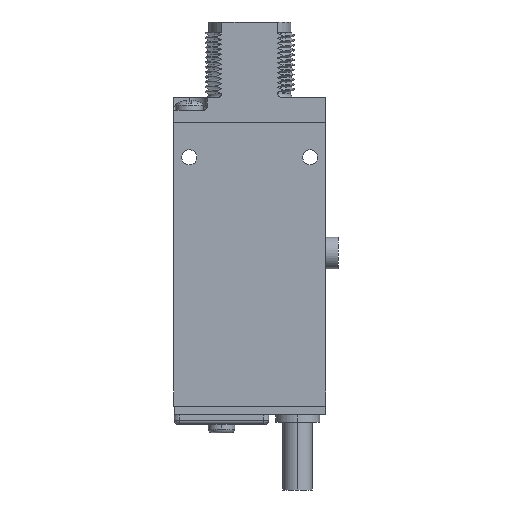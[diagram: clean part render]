
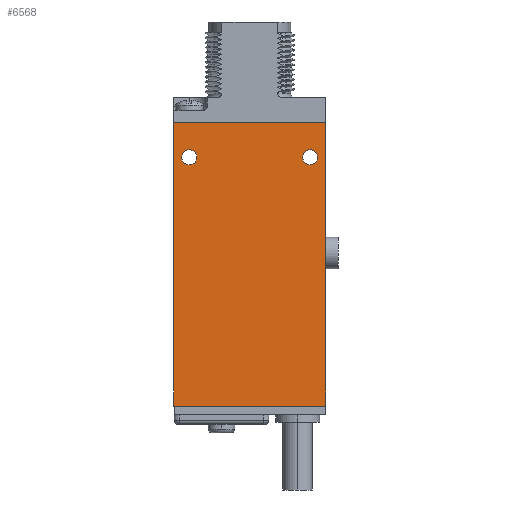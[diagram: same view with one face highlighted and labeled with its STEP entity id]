
A CAD part, left-side view. The second image highlights one B-rep face of the part: STEP entity #6568.
In plain terms, the highlighted planar face has unit normal (-1, 0, 0).
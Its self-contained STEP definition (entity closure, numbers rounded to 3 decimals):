
#1=DIRECTION('',(0.,0.,-1.));
#2=VECTOR('',#1,57.15);
#3=CARTESIAN_POINT('',(-6.096,0.,0.));
#4=LINE('',#3,#2);
#5=DIRECTION('',(0.,1.,0.));
#6=VECTOR('',#5,30.734);
#7=CARTESIAN_POINT('',(-6.096,0.,-57.15));
#8=LINE('',#7,#6);
#9=DIRECTION('',(0.,0.,1.));
#10=VECTOR('',#9,57.15);
#11=CARTESIAN_POINT('',(-6.096,30.734,-57.15));
#12=LINE('',#11,#10);
#13=DIRECTION('',(0.,-1.,0.));
#14=VECTOR('',#13,30.734);
#15=CARTESIAN_POINT('',(-6.096,30.734,0.));
#16=LINE('',#15,#14);
#17=CARTESIAN_POINT('',(-6.096,27.559,-6.985));
#18=DIRECTION('',(1.,0.,0.));
#19=DIRECTION('',(0.,0.,-1.));
#20=AXIS2_PLACEMENT_3D('',#17,#18,#19);
#22=CARTESIAN_POINT('',(-6.096,27.559,-6.985));
#23=DIRECTION('',(1.,0.,0.));
#24=DIRECTION('',(0.,0.,1.));
#25=AXIS2_PLACEMENT_3D('',#22,#23,#24);
#27=CARTESIAN_POINT('',(-6.096,3.175,-6.985));
#28=DIRECTION('',(1.,0.,0.));
#29=DIRECTION('',(0.,0.,-1.));
#30=AXIS2_PLACEMENT_3D('',#27,#28,#29);
#32=CARTESIAN_POINT('',(-6.096,3.175,-6.985));
#33=DIRECTION('',(1.,0.,0.));
#34=DIRECTION('',(0.,0.,1.));
#35=AXIS2_PLACEMENT_3D('',#32,#33,#34);
#5817=CARTESIAN_POINT('',(-6.096,0.,0.));
#5818=CARTESIAN_POINT('',(-6.096,0.,-57.15));
#5819=VERTEX_POINT('',#5817);
#5820=VERTEX_POINT('',#5818);
#5821=CARTESIAN_POINT('',(-6.096,30.734,-57.15));
#5822=VERTEX_POINT('',#5821);
#5823=CARTESIAN_POINT('',(-6.096,30.734,0.));
#5824=VERTEX_POINT('',#5823);
#5841=CARTESIAN_POINT('',(-6.096,27.559,-8.509));
#5842=CARTESIAN_POINT('',(-6.096,27.559,-5.461));
#5843=VERTEX_POINT('',#5841);
#5844=VERTEX_POINT('',#5842);
#5845=CARTESIAN_POINT('',(-6.096,3.175,-8.509));
#5846=CARTESIAN_POINT('',(-6.096,3.175,-5.461));
#5847=VERTEX_POINT('',#5845);
#5848=VERTEX_POINT('',#5846);
#6541=CARTESIAN_POINT('',(-6.096,0.,0.));
#6542=DIRECTION('',(1.,0.,0.));
#6543=DIRECTION('',(0.,0.,-1.));
#6544=AXIS2_PLACEMENT_3D('',#6541,#6542,#6543);
#6545=PLANE('',#6544);
#6547=ORIENTED_EDGE('',*,*,#6546,.T.);
#6549=ORIENTED_EDGE('',*,*,#6548,.T.);
#6551=ORIENTED_EDGE('',*,*,#6550,.T.);
#6553=ORIENTED_EDGE('',*,*,#6552,.T.);
#6554=EDGE_LOOP('',(#6547,#6549,#6551,#6553));
#6555=FACE_OUTER_BOUND('',#6554,.F.);
#6557=ORIENTED_EDGE('',*,*,#6556,.F.);
#6559=ORIENTED_EDGE('',*,*,#6558,.F.);
#6560=EDGE_LOOP('',(#6557,#6559));
#6561=FACE_BOUND('',#6560,.F.);
#6563=ORIENTED_EDGE('',*,*,#6562,.F.);
#6565=ORIENTED_EDGE('',*,*,#6564,.F.);
#6566=EDGE_LOOP('',(#6563,#6565));
#6567=FACE_BOUND('',#6566,.F.);
#6568=ADVANCED_FACE('',(#6555,#6561,#6567),#6545,.F.);
#21=CIRCLE('',#20,1.524);
#26=CIRCLE('',#25,1.524);
#31=CIRCLE('',#30,1.524);
#36=CIRCLE('',#35,1.524);
#6546=EDGE_CURVE('',#5819,#5820,#4,.T.);
#6548=EDGE_CURVE('',#5820,#5822,#8,.T.);
#6550=EDGE_CURVE('',#5822,#5824,#12,.T.);
#6552=EDGE_CURVE('',#5824,#5819,#16,.T.);
#6556=EDGE_CURVE('',#5843,#5844,#21,.T.);
#6558=EDGE_CURVE('',#5844,#5843,#26,.T.);
#6562=EDGE_CURVE('',#5847,#5848,#31,.T.);
#6564=EDGE_CURVE('',#5848,#5847,#36,.T.);
